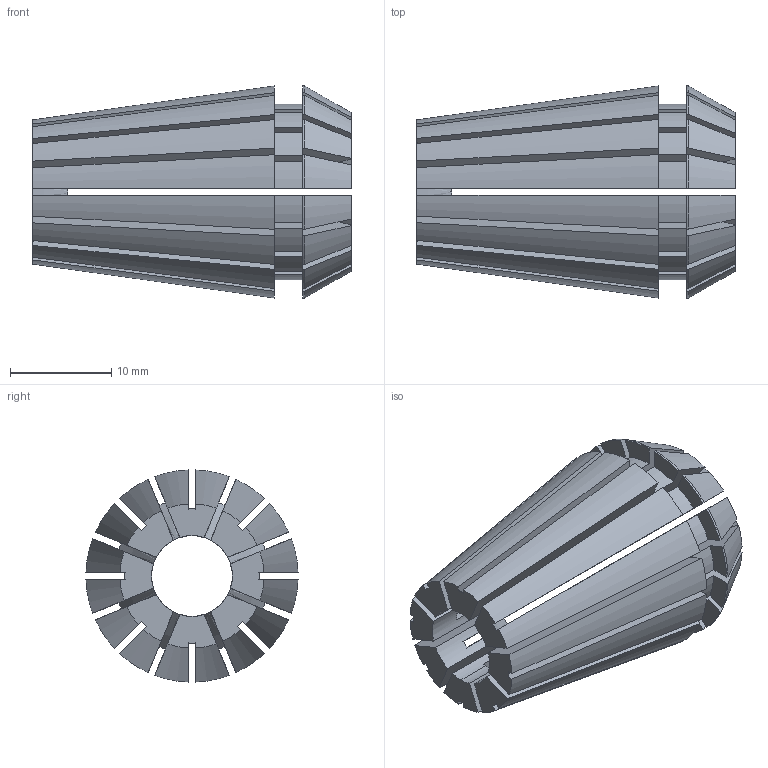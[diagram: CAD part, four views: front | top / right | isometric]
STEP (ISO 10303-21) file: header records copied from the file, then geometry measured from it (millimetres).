
FILE_DESCRIPTION (( 'STEP AP203' ), '1' );
FILE_NAME ('04220-08.STEP', '2017-04-06T01:31:57', ( '' ), ( '' ), 'SwSTEP 2.0', 'SolidWorks 2015', '' );
FILE_SCHEMA (( 'CONFIG_CONTROL_DESIGN' ));
Length unit declared in the file: millimetre
Products named in the file (1): 04220-08
Bounding box: 31.5 x 20.99 x 20.99 mm (x, y, z)
Volume: 4652.8 mm3; surface area: 7072.1 mm2
Topology: 1 solids, 1 shells, 162 faces, 486 edges, 324 vertices
Faces by surface type: plane 80, cylinder 50, cone 32
Entity records: 5832 total; most frequent: CARTESIAN_POINT 1376, ORIENTED_EDGE 972, DIRECTION 892, EDGE_CURVE 486, AXIS2_PLACEMENT_3D 325, VERTEX_POINT 324, LINE 242, VECTOR 242
